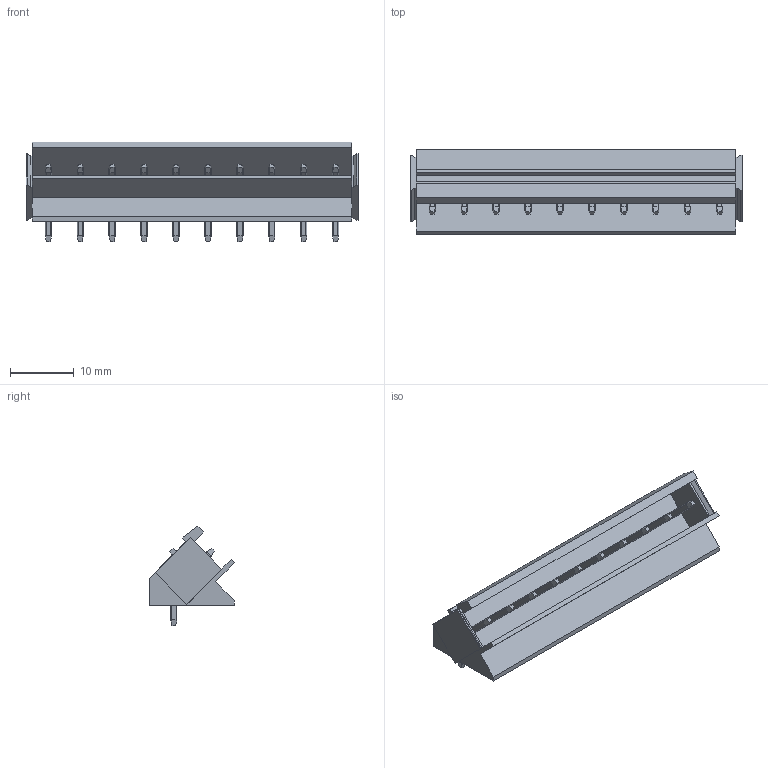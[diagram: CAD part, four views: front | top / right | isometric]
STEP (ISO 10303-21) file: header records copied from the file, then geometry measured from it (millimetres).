
FILE_DESCRIPTION(('CATIA V5 STEP Exchange','CAx-IF Rec.Pracs.--- Model Styling and Organization---1.2---2011-12-15'),'2;1');
FILE_NAME ('D1453875_0_1630560000_1630560000.stp','2018-10-13T03:08:55+00:00',('none'),('Weidmueller'),'CATIA Version 5-6 Release 2014','CATIA V5 STEP AP214','none');
FILE_SCHEMA(('AUTOMOTIVE_DESIGN { 1 0 10303 214 1 1 1 1 }'));
Length unit declared in the file: millimetre
Products named in the file (1): 1630560000
Bounding box: 52 x 13.3 x 15.63 mm (x, y, z)
Volume: 3084.3 mm3; surface area: 4244.6 mm2
Topology: 11 solids, 11 shells, 422 faces, 1116 edges, 716 vertices
Faces by surface type: plane 260, cylinder 162
Entity records: 15092 total; most frequent: CARTESIAN_POINT 5640, ORIENTED_EDGE 2232, DIRECTION 1450, EDGE_CURVE 1116, VECTOR 792, LINE 792, VERTEX_POINT 716, EDGE_LOOP 442
